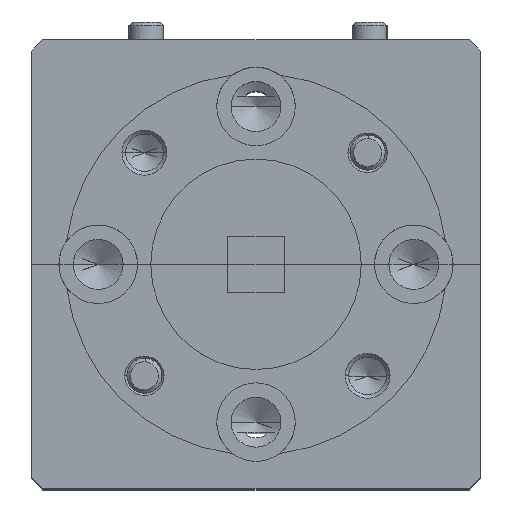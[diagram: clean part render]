
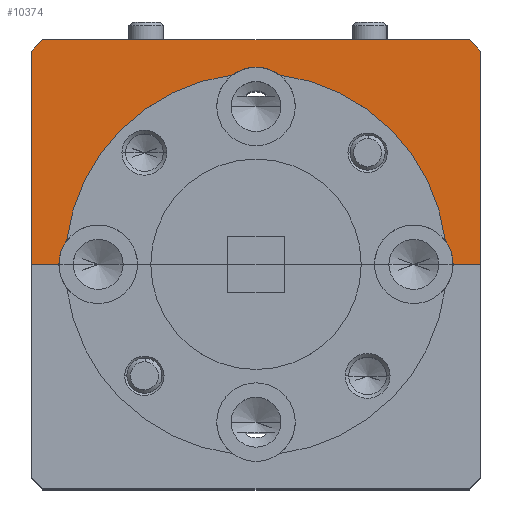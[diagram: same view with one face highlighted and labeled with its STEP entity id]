
A CAD part, top view. The second image highlights one B-rep face of the part: STEP entity #10374.
In plain terms, the highlighted planar face has unit normal (0, 0, 1).
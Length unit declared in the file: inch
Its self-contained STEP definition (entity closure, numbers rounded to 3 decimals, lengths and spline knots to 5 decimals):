
#93 = EDGE_CURVE ( 'NONE', #11464, #3511, #10594, .T. ) ;
#218 = EDGE_LOOP ( 'NONE', ( #7319, #2847, #16021, #12827, #6709, #6388, #15891, #1609, #7408, #15007, #6492, #1276 ) ) ;
#668 = CARTESIAN_POINT ( 'NONE',  ( -1.56165, 0.75311, 2.46616 ) ) ;
#757 = VECTOR ( 'NONE', #7478, 39.37008 ) ;
#1276 = ORIENTED_EDGE ( 'NONE', *, *, #17320, .F. ) ;
#1419 = CARTESIAN_POINT ( 'NONE',  ( -0.8804, 0.75311, 2.46616 ) ) ;
#1439 = VERTEX_POINT ( 'NONE', #16110 ) ;
#1456 = DIRECTION ( 'NONE',  ( -1., 0., 0. ) ) ;
#1609 = ORIENTED_EDGE ( 'NONE', *, *, #15634, .T. ) ;
#1659 = DIRECTION ( 'NONE',  ( 1., 0., 0. ) ) ;
#1884 = VECTOR ( 'NONE', #3984, 39.37008 ) ;
#1904 = CARTESIAN_POINT ( 'NONE',  ( -1.11989, 1.09053, 2.46616 ) ) ;
#1913 = DIRECTION ( 'NONE',  ( 0., 0., 1. ) ) ;
#2293 = VERTEX_POINT ( 'NONE', #8199 ) ;
#2387 = DIRECTION ( 'NONE',  ( 1., 0., 0. ) ) ;
#2466 = LINE ( 'NONE', #4238, #17806 ) ;
#2586 = CARTESIAN_POINT ( 'NONE',  ( -1.16165, 0.75311, 2.46616 ) ) ;
#2752 = DIRECTION ( 'NONE',  ( 1., 0., 0. ) ) ;
#2847 = ORIENTED_EDGE ( 'NONE', *, *, #8852, .T. ) ;
#3039 = CARTESIAN_POINT ( 'NONE',  ( -1.4429, 0.75311, 2.46616 ) ) ;
#3230 = CIRCLE ( 'NONE', #10684, 0.07 ) ;
#3240 = DIRECTION ( 'NONE',  ( 1., 0., 0. ) ) ;
#3297 = PLANE ( 'NONE',  #11821 ) ;
#3511 = VERTEX_POINT ( 'NONE', #17755 ) ;
#3519 = AXIS2_PLACEMENT_3D ( 'NONE', #3039, #10417, #1659 ) ;
#3953 = EDGE_CURVE ( 'NONE', #9316, #7932, #2466, .T. ) ;
#3984 = DIRECTION ( 'NONE',  ( -0.707, 0.707, 0. ) ) ;
#4097 = CIRCLE ( 'NONE', #3519, 0.07 ) ;
#4238 = CARTESIAN_POINT ( 'NONE',  ( -1.56165, 1.15311, 2.46616 ) ) ;
#4571 = CARTESIAN_POINT ( 'NONE',  ( -1.56165, 0.75311, 2.46616 ) ) ;
#4801 = CARTESIAN_POINT ( 'NONE',  ( -1.20342, 1.09053, 2.46616 ) ) ;
#4832 = LINE ( 'NONE', #18723, #1884 ) ;
#5104 = VECTOR ( 'NONE', #10916, 39.37008 ) ;
#5422 = AXIS2_PLACEMENT_3D ( 'NONE', #1419, #11502, #2752 ) ;
#5536 = LINE ( 'NONE', #11154, #9897 ) ;
#5539 = DIRECTION ( 'NONE',  ( 0., 0., 1. ) ) ;
#5789 = CARTESIAN_POINT ( 'NONE',  ( -0.76165, 1.15311, 2.46616 ) ) ;
#5801 = AXIS2_PLACEMENT_3D ( 'NONE', #12758, #11177, #2387 ) ;
#6355 = VERTEX_POINT ( 'NONE', #17344 ) ;
#6388 = ORIENTED_EDGE ( 'NONE', *, *, #15897, .T. ) ;
#6484 = CARTESIAN_POINT ( 'NONE',  ( -1.56165, 1.13311, 2.46616 ) ) ;
#6492 = ORIENTED_EDGE ( 'NONE', *, *, #16130, .F. ) ;
#6709 = ORIENTED_EDGE ( 'NONE', *, *, #16333, .T. ) ;
#6839 = FACE_OUTER_BOUND ( 'NONE', #218, .T. ) ;
#7104 = EDGE_CURVE ( 'NONE', #3511, #13807, #4832, .T. ) ;
#7319 = ORIENTED_EDGE ( 'NONE', *, *, #12415, .F. ) ;
#7408 = ORIENTED_EDGE ( 'NONE', *, *, #7900, .F. ) ;
#7478 = DIRECTION ( 'NONE',  ( -0.707, -0.707, 0. ) ) ;
#7884 = CARTESIAN_POINT ( 'NONE',  ( -0.76165, 0.75311, 2.46616 ) ) ;
#7900 = EDGE_CURVE ( 'NONE', #2293, #6355, #4097, .T. ) ;
#7932 = VERTEX_POINT ( 'NONE', #4571 ) ;
#8199 = CARTESIAN_POINT ( 'NONE',  ( -1.49908, 0.79487, 2.46616 ) ) ;
#8549 = VERTEX_POINT ( 'NONE', #9983 ) ;
#8599 = DIRECTION ( 'NONE',  ( 1., 0., 0. ) ) ;
#8763 = VERTEX_POINT ( 'NONE', #13644 ) ;
#8852 = EDGE_CURVE ( 'NONE', #1439, #11464, #5536, .T. ) ;
#9098 = CARTESIAN_POINT ( 'NONE',  ( -1.16165, 0.95311, 2.46616 ) ) ;
#9316 = VERTEX_POINT ( 'NONE', #6484 ) ;
#9589 = DIRECTION ( 'NONE',  ( 1., 0., 0. ) ) ;
#9897 = VECTOR ( 'NONE', #9589, 39.37008 ) ;
#9983 = CARTESIAN_POINT ( 'NONE',  ( -1.54165, 1.15311, 2.46616 ) ) ;
#10083 = DIRECTION ( 'NONE',  ( 0., 1., 0. ) ) ;
#10116 = DIRECTION ( 'NONE',  ( 0., -1., 0. ) ) ;
#10203 = AXIS2_PLACEMENT_3D ( 'NONE', #2586, #5539, #8599 ) ;
#10374 = ADVANCED_FACE ( 'NONE', ( #6839 ), #3297, .T. ) ;
#10417 = DIRECTION ( 'NONE',  ( 0., 0., 1. ) ) ;
#10594 = LINE ( 'NONE', #5789, #14286 ) ;
#10684 = AXIS2_PLACEMENT_3D ( 'NONE', #14978, #1913, #16297 ) ;
#10916 = DIRECTION ( 'NONE',  ( 1., 0., 0. ) ) ;
#11154 = CARTESIAN_POINT ( 'NONE',  ( -1.56165, 0.75311, 2.46616 ) ) ;
#11177 = DIRECTION ( 'NONE',  ( 0., 0., 1. ) ) ;
#11464 = VERTEX_POINT ( 'NONE', #7884 ) ;
#11502 = DIRECTION ( 'NONE',  ( 0., 0., 1. ) ) ;
#11514 = CIRCLE ( 'NONE', #5422, 0.07 ) ;
#11821 = AXIS2_PLACEMENT_3D ( 'NONE', #9098, #16636, #3240 ) ;
#11865 = CARTESIAN_POINT ( 'NONE',  ( -1.45165, 1.24311, 2.46616 ) ) ;
#11874 = VERTEX_POINT ( 'NONE', #1904 ) ;
#12203 = LINE ( 'NONE', #13299, #17010 ) ;
#12415 = EDGE_CURVE ( 'NONE', #1439, #8763, #11514, .T. ) ;
#12758 = CARTESIAN_POINT ( 'NONE',  ( -1.16165, 0.75311, 2.46616 ) ) ;
#12827 = ORIENTED_EDGE ( 'NONE', *, *, #7104, .T. ) ;
#13086 = CIRCLE ( 'NONE', #10203, 0.34 ) ;
#13299 = CARTESIAN_POINT ( 'NONE',  ( -1.56165, 1.15311, 2.46616 ) ) ;
#13644 = CARTESIAN_POINT ( 'NONE',  ( -0.82423, 0.79487, 2.46616 ) ) ;
#13759 = CIRCLE ( 'NONE', #5801, 0.34 ) ;
#13807 = VERTEX_POINT ( 'NONE', #15854 ) ;
#13827 = LINE ( 'NONE', #11865, #757 ) ;
#14286 = VECTOR ( 'NONE', #10083, 39.37008 ) ;
#14978 = CARTESIAN_POINT ( 'NONE',  ( -1.16165, 1.03436, 2.46616 ) ) ;
#15007 = ORIENTED_EDGE ( 'NONE', *, *, #16831, .F. ) ;
#15532 = VERTEX_POINT ( 'NONE', #4801 ) ;
#15634 = EDGE_CURVE ( 'NONE', #7932, #6355, #17027, .T. ) ;
#15854 = CARTESIAN_POINT ( 'NONE',  ( -0.78165, 1.15311, 2.46616 ) ) ;
#15891 = ORIENTED_EDGE ( 'NONE', *, *, #3953, .T. ) ;
#15897 = EDGE_CURVE ( 'NONE', #8549, #9316, #13827, .T. ) ;
#16021 = ORIENTED_EDGE ( 'NONE', *, *, #93, .T. ) ;
#16110 = CARTESIAN_POINT ( 'NONE',  ( -0.8104, 0.75311, 2.46616 ) ) ;
#16130 = EDGE_CURVE ( 'NONE', #11874, #15532, #3230, .T. ) ;
#16297 = DIRECTION ( 'NONE',  ( 1., 0., 0. ) ) ;
#16333 = EDGE_CURVE ( 'NONE', #13807, #8549, #12203, .T. ) ;
#16636 = DIRECTION ( 'NONE',  ( 0., 0., 1. ) ) ;
#16831 = EDGE_CURVE ( 'NONE', #15532, #2293, #13086, .T. ) ;
#17010 = VECTOR ( 'NONE', #1456, 39.37008 ) ;
#17027 = LINE ( 'NONE', #668, #5104 ) ;
#17320 = EDGE_CURVE ( 'NONE', #8763, #11874, #13759, .T. ) ;
#17344 = CARTESIAN_POINT ( 'NONE',  ( -1.5129, 0.75311, 2.46616 ) ) ;
#17755 = CARTESIAN_POINT ( 'NONE',  ( -0.76165, 1.13311, 2.46616 ) ) ;
#17806 = VECTOR ( 'NONE', #10116, 39.37008 ) ;
#18723 = CARTESIAN_POINT ( 'NONE',  ( -0.87165, 1.24311, 2.46616 ) ) ;
